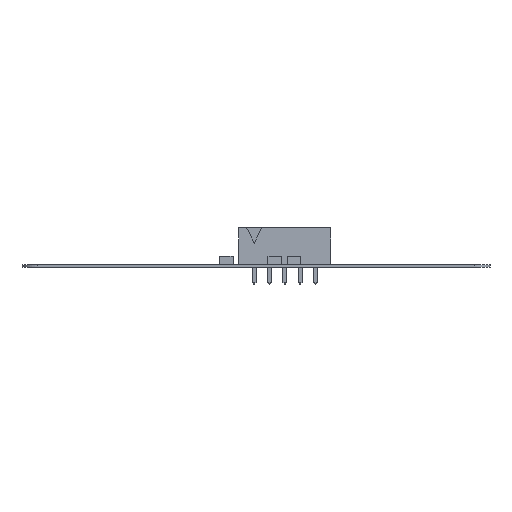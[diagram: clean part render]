
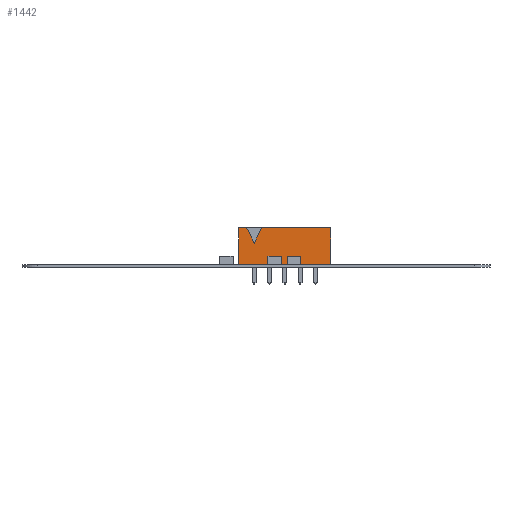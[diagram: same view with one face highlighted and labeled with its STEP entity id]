
A CAD part, front view. The second image highlights one B-rep face of the part: STEP entity #1442.
In plain terms, the highlighted planar face has unit normal (0, -1, 0).
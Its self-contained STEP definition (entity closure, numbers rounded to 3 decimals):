
#1406 = EDGE_CURVE('',#1407,#1409,#1411,.T.);
#1407 = VERTEX_POINT('',#1408);
#1408 = CARTESIAN_POINT('',(-2.5,-1.9,0.));
#1409 = VERTEX_POINT('',#1410);
#1410 = CARTESIAN_POINT('',(-2.5,-1.9,6.));
#1411 = LINE('',#1412,#1413);
#1412 = CARTESIAN_POINT('',(-2.5,-1.9,0.));
#1413 = VECTOR('',#1414,1.);
#1414 = DIRECTION('',(0.,0.,1.));
#1442 = ADVANCED_FACE('',(#1443),#1492,.F.);
#1443 = FACE_BOUND('',#1444,.F.);
#1444 = EDGE_LOOP('',(#1445,#1455,#1461,#1462,#1470,#1478,#1486));
#1445 = ORIENTED_EDGE('',*,*,#1446,.F.);
#1446 = EDGE_CURVE('',#1447,#1449,#1451,.T.);
#1447 = VERTEX_POINT('',#1448);
#1448 = CARTESIAN_POINT('',(12.5,-1.9,0.));
#1449 = VERTEX_POINT('',#1450);
#1450 = CARTESIAN_POINT('',(12.5,-1.9,6.));
#1451 = LINE('',#1452,#1453);
#1452 = CARTESIAN_POINT('',(12.5,-1.9,0.));
#1453 = VECTOR('',#1454,1.);
#1454 = DIRECTION('',(0.,0.,1.));
#1455 = ORIENTED_EDGE('',*,*,#1456,.F.);
#1456 = EDGE_CURVE('',#1407,#1447,#1457,.T.);
#1457 = LINE('',#1458,#1459);
#1458 = CARTESIAN_POINT('',(-2.5,-1.9,0.));
#1459 = VECTOR('',#1460,1.);
#1460 = DIRECTION('',(1.,0.,0.));
#1461 = ORIENTED_EDGE('',*,*,#1406,.T.);
#1462 = ORIENTED_EDGE('',*,*,#1463,.T.);
#1463 = EDGE_CURVE('',#1409,#1464,#1466,.T.);
#1464 = VERTEX_POINT('',#1465);
#1465 = CARTESIAN_POINT('',(-1.25,-1.9,6.));
#1466 = LINE('',#1467,#1468);
#1467 = CARTESIAN_POINT('',(-2.5,-1.9,6.));
#1468 = VECTOR('',#1469,1.);
#1469 = DIRECTION('',(1.,0.,0.));
#1470 = ORIENTED_EDGE('',*,*,#1471,.T.);
#1471 = EDGE_CURVE('',#1464,#1472,#1474,.T.);
#1472 = VERTEX_POINT('',#1473);
#1473 = CARTESIAN_POINT('',(0.,-1.9,3.5));
#1474 = LINE('',#1475,#1476);
#1475 = CARTESIAN_POINT('',(-1.25,-1.9,6.));
#1476 = VECTOR('',#1477,1.);
#1477 = DIRECTION('',(0.447,0.,-0.894));
#1478 = ORIENTED_EDGE('',*,*,#1479,.F.);
#1479 = EDGE_CURVE('',#1480,#1472,#1482,.T.);
#1480 = VERTEX_POINT('',#1481);
#1481 = CARTESIAN_POINT('',(1.25,-1.9,6.));
#1482 = LINE('',#1483,#1484);
#1483 = CARTESIAN_POINT('',(1.25,-1.9,6.));
#1484 = VECTOR('',#1485,1.);
#1485 = DIRECTION('',(-0.447,0.,-0.894));
#1486 = ORIENTED_EDGE('',*,*,#1487,.T.);
#1487 = EDGE_CURVE('',#1480,#1449,#1488,.T.);
#1488 = LINE('',#1489,#1490);
#1489 = CARTESIAN_POINT('',(-2.5,-1.9,6.));
#1490 = VECTOR('',#1491,1.);
#1491 = DIRECTION('',(1.,0.,0.));
#1492 = PLANE('',#1493);
#1493 = AXIS2_PLACEMENT_3D('',#1494,#1495,#1496);
#1494 = CARTESIAN_POINT('',(-2.5,-1.9,0.));
#1495 = DIRECTION('',(0.,1.,0.));
#1496 = DIRECTION('',(0.,0.,1.));
